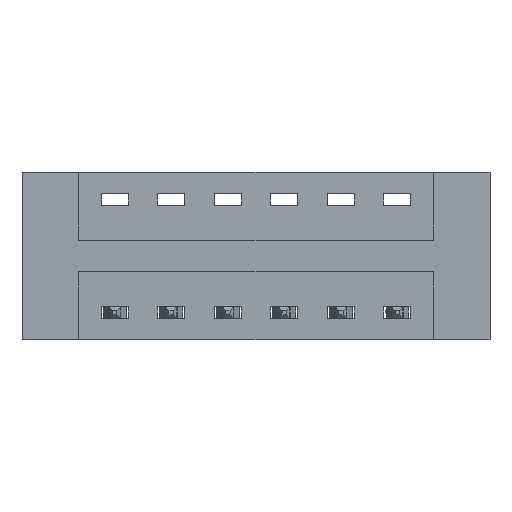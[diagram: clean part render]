
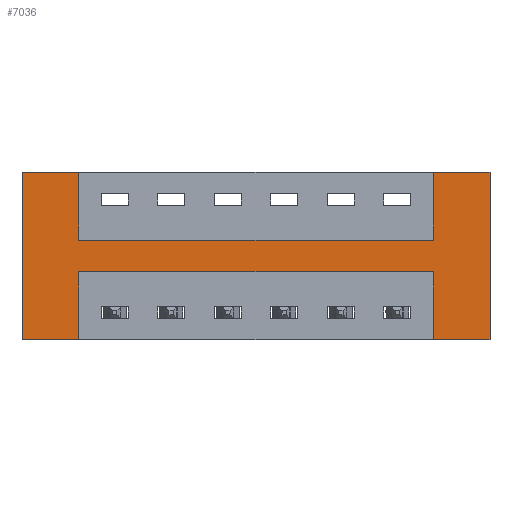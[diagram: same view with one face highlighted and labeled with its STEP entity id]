
A CAD part, front view. The second image highlights one B-rep face of the part: STEP entity #7036.
In plain terms, the highlighted planar face has unit normal (0, -1, 0).
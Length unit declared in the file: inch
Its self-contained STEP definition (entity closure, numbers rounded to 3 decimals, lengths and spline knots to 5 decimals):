
#183 = DIRECTION ( 'NONE',  ( 0., 0., 1. ) ) ;
#383 = CARTESIAN_POINT ( 'NONE',  ( 0., 0., -0.37 ) ) ;
#574 = CARTESIAN_POINT ( 'NONE',  ( 1.1725, 0., -0.15 ) ) ;
#653 = AXIS2_PLACEMENT_3D ( 'NONE', #6654, #4148, #3563 ) ;
#879 = CARTESIAN_POINT ( 'NONE',  ( 0.3875, 0., -0.37 ) ) ;
#980 = LINE ( 'NONE', #7470, #1780 ) ;
#1056 = VECTOR ( 'NONE', #5452, 39.37008 ) ;
#1064 = VERTEX_POINT ( 'NONE', #3609 ) ;
#1122 = EDGE_CURVE ( 'NONE', #7847, #3599, #1898, .T. ) ;
#1351 = EDGE_LOOP ( 'NONE', ( #4867, #7729, #5262, #4814, #7710, #7828, #5584, #4579, #3577, #3109, #3025, #5295 ) ) ;
#1458 = LINE ( 'NONE', #5943, #2337 ) ;
#1537 = VECTOR ( 'NONE', #4638, 39.37008 ) ;
#1642 = EDGE_CURVE ( 'NONE', #5956, #7736, #1458, .T. ) ;
#1687 = CARTESIAN_POINT ( 'NONE',  ( 0.3875, 0., 0. ) ) ;
#1731 = DIRECTION ( 'NONE',  ( 0., 0., 1. ) ) ;
#1767 = DIRECTION ( 'NONE',  ( 0., 0., -1. ) ) ;
#1780 = VECTOR ( 'NONE', #1731, 39.37008 ) ;
#1791 = VERTEX_POINT ( 'NONE', #3118 ) ;
#1816 = CARTESIAN_POINT ( 'NONE',  ( 1.1725, 0., -0.22 ) ) ;
#1898 = LINE ( 'NONE', #7012, #3614 ) ;
#1903 = EDGE_CURVE ( 'NONE', #7736, #1791, #4551, .T. ) ;
#1971 = CARTESIAN_POINT ( 'NONE',  ( 0.3875, 0., -0.22 ) ) ;
#2083 = LINE ( 'NONE', #3333, #6839 ) ;
#2093 = CARTESIAN_POINT ( 'NONE',  ( 1.2975, 0., -0.37 ) ) ;
#2130 = CARTESIAN_POINT ( 'NONE',  ( 0.3875, 0., -0.15 ) ) ;
#2216 = LINE ( 'NONE', #7845, #3236 ) ;
#2296 = CARTESIAN_POINT ( 'NONE',  ( 1.1725, 0., 0. ) ) ;
#2337 = VECTOR ( 'NONE', #183, 39.37008 ) ;
#2567 = CARTESIAN_POINT ( 'NONE',  ( 1.1725, 0., -0.37 ) ) ;
#2573 = VERTEX_POINT ( 'NONE', #2802 ) ;
#2641 = EDGE_CURVE ( 'NONE', #5050, #5956, #3040, .T. ) ;
#2802 = CARTESIAN_POINT ( 'NONE',  ( 0.3875, 0., -0.37 ) ) ;
#2951 = VERTEX_POINT ( 'NONE', #3220 ) ;
#2993 = DIRECTION ( 'NONE',  ( -1., 0., 0. ) ) ;
#3025 = ORIENTED_EDGE ( 'NONE', *, *, #1642, .F. ) ;
#3040 = LINE ( 'NONE', #383, #3755 ) ;
#3109 = ORIENTED_EDGE ( 'NONE', *, *, #1903, .F. ) ;
#3118 = CARTESIAN_POINT ( 'NONE',  ( 0.3875, 0., -0.22 ) ) ;
#3119 = VECTOR ( 'NONE', #8143, 39.37008 ) ;
#3220 = CARTESIAN_POINT ( 'NONE',  ( 0.2625, 0., 0. ) ) ;
#3236 = VECTOR ( 'NONE', #5393, 39.37008 ) ;
#3333 = CARTESIAN_POINT ( 'NONE',  ( 0., 0., -0.37 ) ) ;
#3563 = DIRECTION ( 'NONE',  ( 0., 0., -1. ) ) ;
#3577 = ORIENTED_EDGE ( 'NONE', *, *, #5119, .F. ) ;
#3599 = VERTEX_POINT ( 'NONE', #574 ) ;
#3609 = CARTESIAN_POINT ( 'NONE',  ( 0.2625, 0., -0.37 ) ) ;
#3614 = VECTOR ( 'NONE', #3802, 39.37008 ) ;
#3755 = VECTOR ( 'NONE', #2993, 39.37008 ) ;
#3802 = DIRECTION ( 'NONE',  ( 1., 0., 0. ) ) ;
#3889 = VECTOR ( 'NONE', #4038, 39.37008 ) ;
#4003 = VERTEX_POINT ( 'NONE', #2296 ) ;
#4038 = DIRECTION ( 'NONE',  ( 0., 0., -1. ) ) ;
#4148 = DIRECTION ( 'NONE',  ( 0., -1., 0. ) ) ;
#4162 = EDGE_CURVE ( 'NONE', #4546, #7847, #6648, .T. ) ;
#4546 = VERTEX_POINT ( 'NONE', #8195 ) ;
#4551 = LINE ( 'NONE', #1971, #1537 ) ;
#4579 = ORIENTED_EDGE ( 'NONE', *, *, #5426, .F. ) ;
#4604 = EDGE_CURVE ( 'NONE', #2951, #4546, #5392, .T. ) ;
#4614 = DIRECTION ( 'NONE',  ( 1., 0., 0. ) ) ;
#4638 = DIRECTION ( 'NONE',  ( -1., 0., 0. ) ) ;
#4814 = ORIENTED_EDGE ( 'NONE', *, *, #1122, .F. ) ;
#4867 = ORIENTED_EDGE ( 'NONE', *, *, #7610, .T. ) ;
#5050 = VERTEX_POINT ( 'NONE', #2093 ) ;
#5119 = EDGE_CURVE ( 'NONE', #1791, #2573, #5408, .T. ) ;
#5257 = CARTESIAN_POINT ( 'NONE',  ( 0., 0., 0. ) ) ;
#5262 = ORIENTED_EDGE ( 'NONE', *, *, #5449, .F. ) ;
#5295 = ORIENTED_EDGE ( 'NONE', *, *, #2641, .F. ) ;
#5337 = FACE_OUTER_BOUND ( 'NONE', #1351, .T. ) ;
#5387 = VERTEX_POINT ( 'NONE', #7682 ) ;
#5392 = LINE ( 'NONE', #5257, #6671 ) ;
#5393 = DIRECTION ( 'NONE',  ( 0., 0., 1. ) ) ;
#5408 = LINE ( 'NONE', #879, #3889 ) ;
#5426 = EDGE_CURVE ( 'NONE', #2573, #1064, #2083, .T. ) ;
#5430 = PLANE ( 'NONE',  #653 ) ;
#5449 = EDGE_CURVE ( 'NONE', #3599, #4003, #2216, .T. ) ;
#5452 = DIRECTION ( 'NONE',  ( 0., 0., -1. ) ) ;
#5584 = ORIENTED_EDGE ( 'NONE', *, *, #7681, .T. ) ;
#5591 = EDGE_CURVE ( 'NONE', #4003, #5387, #6787, .T. ) ;
#5613 = CARTESIAN_POINT ( 'NONE',  ( 0.2625, 0., 0. ) ) ;
#5868 = DIRECTION ( 'NONE',  ( -1., 0., 0. ) ) ;
#5943 = CARTESIAN_POINT ( 'NONE',  ( 1.1725, 0., -0.37 ) ) ;
#5956 = VERTEX_POINT ( 'NONE', #2567 ) ;
#6189 = VECTOR ( 'NONE', #1767, 39.37008 ) ;
#6648 = LINE ( 'NONE', #1687, #1056 ) ;
#6654 = CARTESIAN_POINT ( 'NONE',  ( 0., 0., -0.37 ) ) ;
#6671 = VECTOR ( 'NONE', #4614, 39.37008 ) ;
#6787 = LINE ( 'NONE', #6875, #3119 ) ;
#6839 = VECTOR ( 'NONE', #5868, 39.37008 ) ;
#6875 = CARTESIAN_POINT ( 'NONE',  ( 0., 0., 0. ) ) ;
#7012 = CARTESIAN_POINT ( 'NONE',  ( 0.3875, 0., -0.15 ) ) ;
#7036 = ADVANCED_FACE ( 'NONE', ( #5337 ), #5430, .T. ) ;
#7470 = CARTESIAN_POINT ( 'NONE',  ( 1.2975, 0., 0. ) ) ;
#7610 = EDGE_CURVE ( 'NONE', #5050, #5387, #980, .T. ) ;
#7681 = EDGE_CURVE ( 'NONE', #2951, #1064, #8129, .T. ) ;
#7682 = CARTESIAN_POINT ( 'NONE',  ( 1.2975, 0., 0. ) ) ;
#7710 = ORIENTED_EDGE ( 'NONE', *, *, #4162, .F. ) ;
#7729 = ORIENTED_EDGE ( 'NONE', *, *, #5591, .F. ) ;
#7736 = VERTEX_POINT ( 'NONE', #1816 ) ;
#7828 = ORIENTED_EDGE ( 'NONE', *, *, #4604, .F. ) ;
#7845 = CARTESIAN_POINT ( 'NONE',  ( 1.1725, 0., 0. ) ) ;
#7847 = VERTEX_POINT ( 'NONE', #2130 ) ;
#8129 = LINE ( 'NONE', #5613, #6189 ) ;
#8143 = DIRECTION ( 'NONE',  ( 1., 0., 0. ) ) ;
#8195 = CARTESIAN_POINT ( 'NONE',  ( 0.3875, 0., 0. ) ) ;
